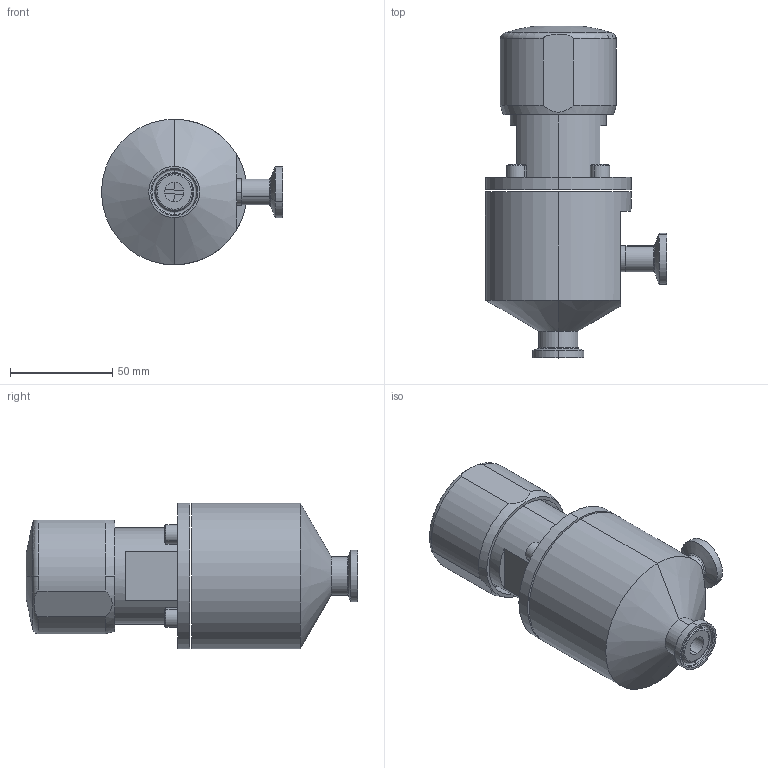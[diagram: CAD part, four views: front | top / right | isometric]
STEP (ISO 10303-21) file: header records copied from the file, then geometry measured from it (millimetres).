
FILE_DESCRIPTION (( 'STEP AP203' ), '1' );
FILE_NAME ('MK978M-050.STEP', '2022-06-15T18:28:46', ( '' ), ( '' ), 'SwSTEP 2.0', 'SolidWorks 2018', '' );
FILE_SCHEMA (( 'CONFIG_CONTROL_DESIGN' ));
Length unit declared in the file: inch
Products named in the file (1): MK978M-050
Bounding box: 88.37 x 161.99 x 71.12 mm (x, y, z)
Surface area: 47819.4 mm2 (no closed solid volume)
Topology: 0 solids, 10 shells, 151 faces, 422 edges, 262 vertices
Faces by surface type: plane 55, cylinder 42, cone 28, torus 18, sphere 6, bspline 2
Entity records: 6231 total; most frequent: CARTESIAN_POINT 2229, DIRECTION 911, ORIENTED_EDGE 704, EDGE_CURVE 414, AXIS2_PLACEMENT_3D 362, VERTEX_POINT 262, CIRCLE 212, VECTOR 187
